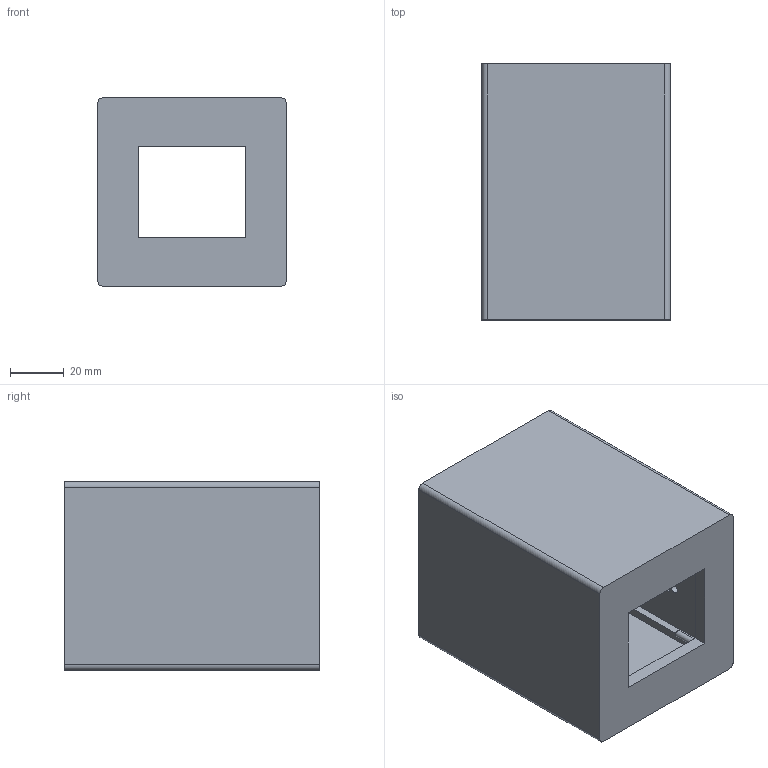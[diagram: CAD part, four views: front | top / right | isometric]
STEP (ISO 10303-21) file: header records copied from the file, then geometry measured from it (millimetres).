
FILE_DESCRIPTION(/* description */ (''),/* implementation_level */ '2;1');
FILE_NAME(/* name */ 'body.stp',/* time_stamp */ '2021-02-12T22:15:51+00:00',/* author */ ('tiago'),/* organization */ (''),/* preprocessor_version */ 'ST-DEVELOPER v17',/* originating_system */ 'Autodesk Inventor 2019',/* authorisation */ '');
FILE_SCHEMA (('AUTOMOTIVE_DESIGN { 1 0 10303 214 3 1 1 }'));
Length unit declared in the file: millimetre
Products named in the file (1): andre
Bounding box: 70 x 95 x 70 mm (x, y, z)
Volume: 132596.3 mm3; surface area: 55168.7 mm2
Topology: 1 solids, 1 shells, 55 faces, 148 edges, 104 vertices
Faces by surface type: plane 35, cylinder 16, torus 4
Full cylindrical faces by diameter (mm): 2.5 x8, 3.2 x4
Entity records: 1833 total; most frequent: DIRECTION 320, CARTESIAN_POINT 308, ORIENTED_EDGE 296, EDGE_CURVE 148, AXIS2_PLACEMENT_3D 116, VERTEX_POINT 104, LINE 88, VECTOR 88
